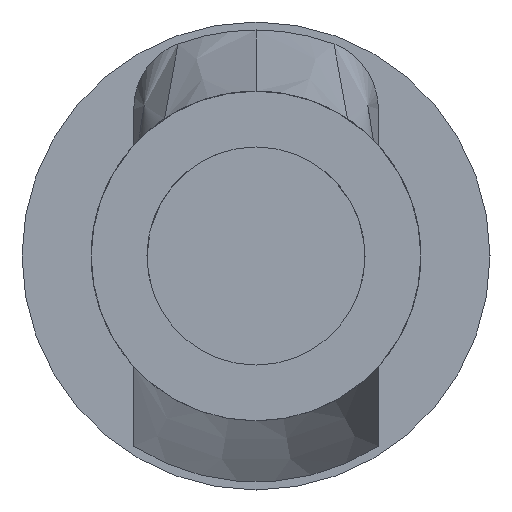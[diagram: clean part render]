
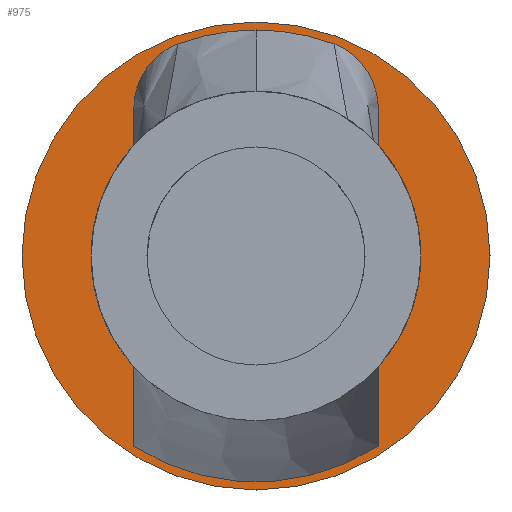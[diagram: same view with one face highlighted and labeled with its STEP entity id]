
A CAD part, front view. The second image highlights one B-rep face of the part: STEP entity #975.
In plain terms, the highlighted planar face has unit normal (0, -1, 0).
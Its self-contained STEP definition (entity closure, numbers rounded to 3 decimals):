
#18 = DIRECTION ( 'NONE',  ( 0., 0., 1. ) ) ;
#79 = CIRCLE ( 'NONE', #281, 1.24 ) ;
#91 = DIRECTION ( 'NONE',  ( 0., 1., 0. ) ) ;
#132 = CARTESIAN_POINT ( 'NONE',  ( 0., -6.51, 1.76 ) ) ;
#221 = EDGE_LOOP ( 'NONE', ( #1482, #1542 ) ) ;
#237 = CARTESIAN_POINT ( 'NONE',  ( -1.76, -6.51, 0. ) ) ;
#245 = CIRCLE ( 'NONE', #330, 1.24 ) ;
#256 = VERTEX_POINT ( 'NONE', #1538 ) ;
#281 = AXIS2_PLACEMENT_3D ( 'NONE', #944, #91, #1077 ) ;
#295 = VERTEX_POINT ( 'NONE', #132 ) ;
#330 = AXIS2_PLACEMENT_3D ( 'NONE', #641, #1620, #776 ) ;
#341 = CIRCLE ( 'NONE', #623, 1.76 ) ;
#393 = VERTEX_POINT ( 'NONE', #729 ) ;
#466 = EDGE_CURVE ( 'NONE', #393, #774, #245, .T. ) ;
#483 = ORIENTED_EDGE ( 'NONE', *, *, #466, .T. ) ;
#527 = PLANE ( 'NONE',  #1395 ) ;
#623 = AXIS2_PLACEMENT_3D ( 'NONE', #1720, #873, #18 ) ;
#641 = CARTESIAN_POINT ( 'NONE',  ( 0., -6.51, 0. ) ) ;
#670 = DIRECTION ( 'NONE',  ( 0., 1., 0. ) ) ;
#675 = EDGE_CURVE ( 'NONE', #295, #256, #826, .T. ) ;
#677 = DIRECTION ( 'NONE',  ( 0., 0., 1. ) ) ;
#680 = EDGE_CURVE ( 'NONE', #774, #393, #79, .T. ) ;
#711 = ORIENTED_EDGE ( 'NONE', *, *, #680, .T. ) ;
#729 = CARTESIAN_POINT ( 'NONE',  ( 0., -6.51, 1.24 ) ) ;
#774 = VERTEX_POINT ( 'NONE', #1723 ) ;
#776 = DIRECTION ( 'NONE',  ( 0., 0., 1. ) ) ;
#826 = CIRCLE ( 'NONE', #1558, 1.76 ) ;
#873 = DIRECTION ( 'NONE',  ( 0., 1., 0. ) ) ;
#944 = CARTESIAN_POINT ( 'NONE',  ( 0., -6.51, 0. ) ) ;
#975 = ADVANCED_FACE ( 'NONE', ( #1093, #1803 ), #527, .F. ) ;
#1077 = DIRECTION ( 'NONE',  ( 0., 0., 1. ) ) ;
#1093 = FACE_OUTER_BOUND ( 'NONE', #221, .T. ) ;
#1395 = AXIS2_PLACEMENT_3D ( 'NONE', #237, #1512, #677 ) ;
#1401 = EDGE_CURVE ( 'NONE', #256, #295, #341, .T. ) ;
#1482 = ORIENTED_EDGE ( 'NONE', *, *, #675, .F. ) ;
#1504 = CARTESIAN_POINT ( 'NONE',  ( 0., -6.51, 0. ) ) ;
#1512 = DIRECTION ( 'NONE',  ( 0., 1., 0. ) ) ;
#1538 = CARTESIAN_POINT ( 'NONE',  ( 0., -6.51, -1.76 ) ) ;
#1542 = ORIENTED_EDGE ( 'NONE', *, *, #1401, .F. ) ;
#1558 = AXIS2_PLACEMENT_3D ( 'NONE', #1504, #670, #1651 ) ;
#1620 = DIRECTION ( 'NONE',  ( 0., 1., 0. ) ) ;
#1644 = EDGE_LOOP ( 'NONE', ( #483, #711 ) ) ;
#1651 = DIRECTION ( 'NONE',  ( 0., 0., 1. ) ) ;
#1720 = CARTESIAN_POINT ( 'NONE',  ( 0., -6.51, 0. ) ) ;
#1723 = CARTESIAN_POINT ( 'NONE',  ( 0., -6.51, -1.24 ) ) ;
#1803 = FACE_BOUND ( 'NONE', #1644, .T. ) ;
